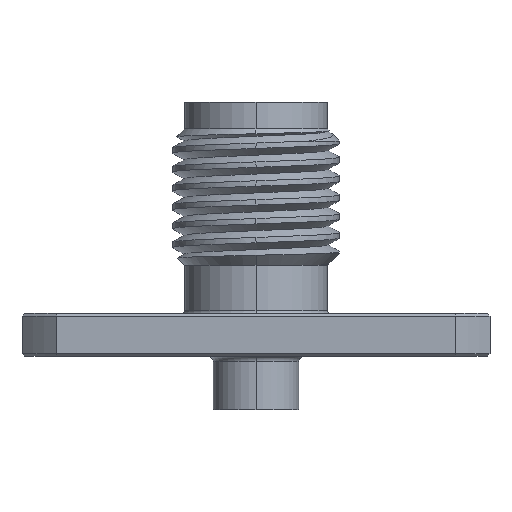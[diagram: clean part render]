
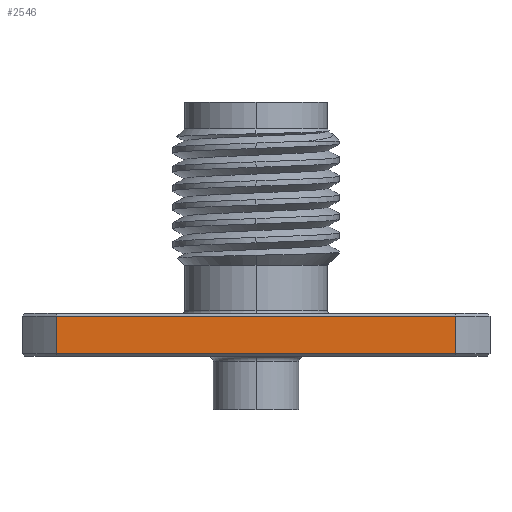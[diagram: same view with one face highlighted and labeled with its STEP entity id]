
A CAD part, left-side view. The second image highlights one B-rep face of the part: STEP entity #2546.
In plain terms, the highlighted planar face has unit normal (-1, 0, 0).
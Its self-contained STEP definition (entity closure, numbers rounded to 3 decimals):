
#24 = CARTESIAN_POINT ( 'NONE',  ( -8.75, -7.462, -9.4 ) ) ;
#195 = ORIENTED_EDGE ( 'NONE', *, *, #1899, .T. ) ;
#402 = DIRECTION ( 'NONE',  ( 0., 0., -1. ) ) ;
#736 = DIRECTION ( 'NONE',  ( 0., -1., 0. ) ) ;
#871 = DIRECTION ( 'NONE',  ( 0., -1., 0. ) ) ;
#964 = VERTEX_POINT ( 'NONE', #2979 ) ;
#1039 = VECTOR ( 'NONE', #2944, 1000. ) ;
#1054 = DIRECTION ( 'NONE',  ( -1., 0., 0. ) ) ;
#1295 = VECTOR ( 'NONE', #871, 1000. ) ;
#1320 = ORIENTED_EDGE ( 'NONE', *, *, #1676, .T. ) ;
#1545 = ORIENTED_EDGE ( 'NONE', *, *, #2047, .T. ) ;
#1630 = LINE ( 'NONE', #2754, #1295 ) ;
#1676 = EDGE_CURVE ( 'NONE', #2070, #964, #2673, .T. ) ;
#1695 = VECTOR ( 'NONE', #402, 1000. ) ;
#1899 = EDGE_CURVE ( 'NONE', #2994, #2070, #2313, .T. ) ;
#1975 = EDGE_CURVE ( 'NONE', #2994, #2083, #2408, .T. ) ;
#2047 = EDGE_CURVE ( 'NONE', #964, #2083, #1630, .T. ) ;
#2065 = VECTOR ( 'NONE', #3272, 1000. ) ;
#2070 = VERTEX_POINT ( 'NONE', #2852 ) ;
#2083 = VERTEX_POINT ( 'NONE', #24 ) ;
#2138 = CARTESIAN_POINT ( 'NONE',  ( -8.75, -7.462, 27.809 ) ) ;
#2139 = PLANE ( 'NONE',  #3064 ) ;
#2155 = CARTESIAN_POINT ( 'NONE',  ( -8.75, -7.462, 27.809 ) ) ;
#2159 = CARTESIAN_POINT ( 'NONE',  ( -8.75, 7.462, 27.809 ) ) ;
#2313 = LINE ( 'NONE', #2885, #1039 ) ;
#2408 = LINE ( 'NONE', #2138, #2065 ) ;
#2486 = FACE_OUTER_BOUND ( 'NONE', #3105, .T. ) ;
#2515 = CARTESIAN_POINT ( 'NONE',  ( -8.75, -7.462, -8. ) ) ;
#2546 = ADVANCED_FACE ( 'NONE', ( #2486 ), #2139, .T. ) ;
#2673 = LINE ( 'NONE', #2159, #1695 ) ;
#2754 = CARTESIAN_POINT ( 'NONE',  ( -8.75, -7.462, -9.4 ) ) ;
#2852 = CARTESIAN_POINT ( 'NONE',  ( -8.75, 7.462, -8. ) ) ;
#2885 = CARTESIAN_POINT ( 'NONE',  ( -8.75, 7.462, -8. ) ) ;
#2944 = DIRECTION ( 'NONE',  ( 0., 1., 0. ) ) ;
#2979 = CARTESIAN_POINT ( 'NONE',  ( -8.75, 7.462, -9.4 ) ) ;
#2994 = VERTEX_POINT ( 'NONE', #2515 ) ;
#3023 = ORIENTED_EDGE ( 'NONE', *, *, #1975, .F. ) ;
#3064 = AXIS2_PLACEMENT_3D ( 'NONE', #2155, #1054, #736 ) ;
#3105 = EDGE_LOOP ( 'NONE', ( #1320, #1545, #3023, #195 ) ) ;
#3272 = DIRECTION ( 'NONE',  ( 0., 0., -1. ) ) ;
